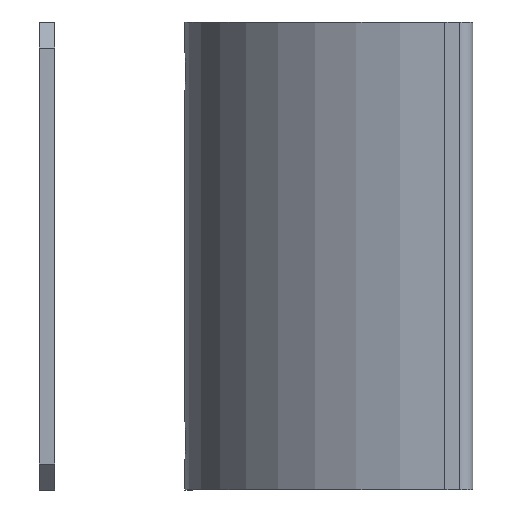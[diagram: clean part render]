
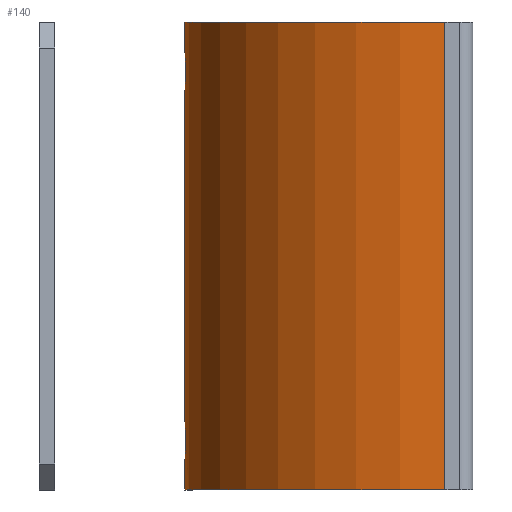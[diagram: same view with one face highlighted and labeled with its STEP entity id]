
A CAD part, left-side view. The second image highlights one B-rep face of the part: STEP entity #140.
In plain terms, the highlighted cylindrical face has radius 50 mm (diameter 100 mm), a partial arc.
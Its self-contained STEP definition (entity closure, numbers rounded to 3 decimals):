
#140=ADVANCED_FACE('',(#682),#684,.T.);
#682=FACE_BOUND('',#683,.T.);
#683=EDGE_LOOP('',(#1136,#1137,#1138,#1139,#1140,#1141,#1142,#1143));
#684=CYLINDRICAL_SURFACE('',#685,50.);
#685=AXIS2_PLACEMENT_3D('',#686,#687,#688);
#686=CARTESIAN_POINT('',(50.,5.374,-84.5));
#687=DIRECTION('',(0.,0.,1.));
#688=DIRECTION('',(0.,1.,0.));
#1136=ORIENTED_EDGE('',*,*,#1350,.F.);
#1137=ORIENTED_EDGE('',*,*,#1328,.F.);
#1138=ORIENTED_EDGE('',*,*,#1351,.T.);
#1139=ORIENTED_EDGE('',*,*,#1337,.T.);
#1140=ORIENTED_EDGE('',*,*,#1352,.T.);
#1141=ORIENTED_EDGE('',*,*,#1340,.T.);
#1142=ORIENTED_EDGE('',*,*,#1353,.T.);
#1143=ORIENTED_EDGE('',*,*,#1343,.F.);
#1328=EDGE_CURVE('',#1448,#1449,#1450,.T.);
#1337=EDGE_CURVE('',#1462,#1460,#1463,.T.);
#1340=EDGE_CURVE('',#1467,#1465,#1468,.T.);
#1343=EDGE_CURVE('',#1470,#1472,#1473,.T.);
#1350=EDGE_CURVE('',#1449,#1470,#1483,.T.);
#1351=EDGE_CURVE('',#1448,#1462,#1484,.T.);
#1352=EDGE_CURVE('',#1460,#1467,#1485,.T.);
#1353=EDGE_CURVE('',#1465,#1472,#1486,.T.);
#1448=VERTEX_POINT('',#1694);
#1449=VERTEX_POINT('',#1695);
#1450=CIRCLE('',#1696,50.);
#1460=VERTEX_POINT('',#1777);
#1462=VERTEX_POINT('',#1781);
#1463=B_SPLINE_CURVE_WITH_KNOTS('',3,
(#1782,#1783,#1784,#1785,#1786,#1787,#1788,#1789,#1790,#1791,#1792,#1793,#1794,#1795,
#1796,#1797,#1798,#1799,#1800,#1801,#1802,#1803,#1804,#1805,#1806,#1807,#1808,#1809,
#1810),
.UNSPECIFIED.,.F.,.F.,
(4,1,1,1,1,1,1,1,1,1,1,1,1,1,1,1,1,1,1,1,1,1,1,1,1,1,4),
(0.,0.048,0.09,0.127,0.165,0.205,
0.244,0.283,0.322,0.361,0.401,
0.44,0.479,0.518,0.556,0.595,
0.634,0.674,0.713,0.752,0.791,
0.83,0.869,0.908,0.947,0.977,
1.),
.UNSPECIFIED.);
#1465=VERTEX_POINT('',#1814);
#1467=VERTEX_POINT('',#1818);
#1468=B_SPLINE_CURVE_WITH_KNOTS('',3,
(#1819,#1820,#1821,#1822,#1823,#1824,#1825,#1826,#1827,#1828,#1829,#1830,#1831,#1832,
#1833,#1834,#1835,#1836,#1837,#1838,#1839,#1840,#1841,#1842,#1843,#1844,#1845,#1846,
#1847),
.UNSPECIFIED.,.F.,.F.,
(4,1,1,1,1,1,1,1,1,1,1,1,1,1,1,1,1,1,1,1,1,1,1,1,1,1,4),
(0.,0.048,0.09,0.127,0.165,0.205,
0.244,0.283,0.322,0.361,0.401,
0.44,0.479,0.518,0.556,0.595,
0.634,0.674,0.713,0.752,0.791,
0.83,0.869,0.908,0.947,0.977,
1.),
.UNSPECIFIED.);
#1470=VERTEX_POINT('',#1851);
#1472=VERTEX_POINT('',#1855);
#1473=CIRCLE('',#1856,50.);
#1483=LINE('',#1881,#1882);
#1484=LINE('',#1884,#1885);
#1485=LINE('',#1887,#1888);
#1486=LINE('',#1890,#1891);
#1694=CARTESIAN_POINT('',(50.,55.374,0.));
#1695=CARTESIAN_POINT('',(0.,5.374,0.));
#1696=AXIS2_PLACEMENT_3D('',#1697,#1698,#1699);
#1697=CARTESIAN_POINT('',(50.,5.374,0.));
#1698=DIRECTION('',(0.,0.,1.));
#1699=DIRECTION('',(0.,1.,0.));
#1777=CARTESIAN_POINT('',(50.,55.374,-13.5));
#1781=CARTESIAN_POINT('',(50.,55.374,-5.5));
#1782=CARTESIAN_POINT('',(50.,55.374,-5.5));
#1783=CARTESIAN_POINT('',(49.796,55.374,-5.5));
#1784=CARTESIAN_POINT('',(49.413,55.372,-5.528));
#1785=CARTESIAN_POINT('',(48.883,55.362,-5.643));
#1786=CARTESIAN_POINT('',(48.411,55.349,-5.807));
#1787=CARTESIAN_POINT('',(47.969,55.333,-6.021));
#1788=CARTESIAN_POINT('',(47.552,55.314,-6.291));
#1789=CARTESIAN_POINT('',(47.169,55.294,-6.611));
#1790=CARTESIAN_POINT('',(46.83,55.274,-6.974));
#1791=CARTESIAN_POINT('',(46.539,55.254,-7.376));
#1792=CARTESIAN_POINT('',(46.301,55.237,-7.809));
#1793=CARTESIAN_POINT('',(46.118,55.223,-8.267));
#1794=CARTESIAN_POINT('',(45.994,55.213,-8.743));
#1795=CARTESIAN_POINT('',(45.93,55.208,-9.23));
#1796=CARTESIAN_POINT('',(45.927,55.208,-9.721));
#1797=CARTESIAN_POINT('',(45.985,55.212,-10.208));
#1798=CARTESIAN_POINT('',(46.103,55.222,-10.685));
#1799=CARTESIAN_POINT('',(46.279,55.235,-11.145));
#1800=CARTESIAN_POINT('',(46.512,55.252,-11.58));
#1801=CARTESIAN_POINT('',(46.797,55.272,-11.985));
#1802=CARTESIAN_POINT('',(47.131,55.292,-12.353));
#1803=CARTESIAN_POINT('',(47.509,55.312,-12.677));
#1804=CARTESIAN_POINT('',(47.924,55.331,-12.953));
#1805=CARTESIAN_POINT('',(48.371,55.348,-13.177));
#1806=CARTESIAN_POINT('',(48.839,55.361,-13.344));
#1807=CARTESIAN_POINT('',(49.288,55.369,-13.446));
#1808=CARTESIAN_POINT('',(49.676,55.373,-13.492));
#1809=CARTESIAN_POINT('',(49.903,55.374,-13.5));
#1810=CARTESIAN_POINT('',(50.,55.374,-13.5));
#1814=CARTESIAN_POINT('',(50.,55.374,-84.5));
#1818=CARTESIAN_POINT('',(50.,55.374,-76.5));
#1819=CARTESIAN_POINT('',(50.,55.374,-76.5));
#1820=CARTESIAN_POINT('',(49.796,55.374,-76.5));
#1821=CARTESIAN_POINT('',(49.413,55.372,-76.528));
#1822=CARTESIAN_POINT('',(48.883,55.362,-76.643));
#1823=CARTESIAN_POINT('',(48.411,55.349,-76.807));
#1824=CARTESIAN_POINT('',(47.969,55.333,-77.021));
#1825=CARTESIAN_POINT('',(47.552,55.314,-77.291));
#1826=CARTESIAN_POINT('',(47.169,55.294,-77.611));
#1827=CARTESIAN_POINT('',(46.83,55.274,-77.974));
#1828=CARTESIAN_POINT('',(46.539,55.254,-78.376));
#1829=CARTESIAN_POINT('',(46.301,55.237,-78.809));
#1830=CARTESIAN_POINT('',(46.118,55.223,-79.267));
#1831=CARTESIAN_POINT('',(45.994,55.213,-79.743));
#1832=CARTESIAN_POINT('',(45.93,55.208,-80.23));
#1833=CARTESIAN_POINT('',(45.927,55.208,-80.721));
#1834=CARTESIAN_POINT('',(45.985,55.212,-81.208));
#1835=CARTESIAN_POINT('',(46.103,55.222,-81.685));
#1836=CARTESIAN_POINT('',(46.279,55.235,-82.145));
#1837=CARTESIAN_POINT('',(46.512,55.252,-82.58));
#1838=CARTESIAN_POINT('',(46.797,55.272,-82.985));
#1839=CARTESIAN_POINT('',(47.131,55.292,-83.353));
#1840=CARTESIAN_POINT('',(47.509,55.312,-83.677));
#1841=CARTESIAN_POINT('',(47.924,55.331,-83.953));
#1842=CARTESIAN_POINT('',(48.371,55.348,-84.177));
#1843=CARTESIAN_POINT('',(48.839,55.361,-84.344));
#1844=CARTESIAN_POINT('',(49.288,55.369,-84.446));
#1845=CARTESIAN_POINT('',(49.676,55.373,-84.492));
#1846=CARTESIAN_POINT('',(49.903,55.374,-84.5));
#1847=CARTESIAN_POINT('',(50.,55.374,-84.5));
#1851=CARTESIAN_POINT('',(0.,5.374,-90.));
#1855=CARTESIAN_POINT('',(50.,55.374,-90.));
#1856=AXIS2_PLACEMENT_3D('',#1857,#1858,#1859);
#1857=CARTESIAN_POINT('',(50.,5.374,-90.));
#1858=DIRECTION('',(0.,0.,-1.));
#1859=DIRECTION('',(-1.,0.,0.));
#1881=CARTESIAN_POINT('',(0.,5.374,0.));
#1882=VECTOR('',#1883,1.);
#1883=DIRECTION('',(0.,0.,-1.));
#1884=CARTESIAN_POINT('',(50.,55.374,0.));
#1885=VECTOR('',#1886,1.);
#1886=DIRECTION('',(0.,0.,-1.));
#1887=CARTESIAN_POINT('',(50.,55.374,-13.5));
#1888=VECTOR('',#1889,1.);
#1889=DIRECTION('',(0.,0.,-1.));
#1890=CARTESIAN_POINT('',(50.,55.374,-84.5));
#1891=VECTOR('',#1892,1.);
#1892=DIRECTION('',(0.,0.,-1.));
